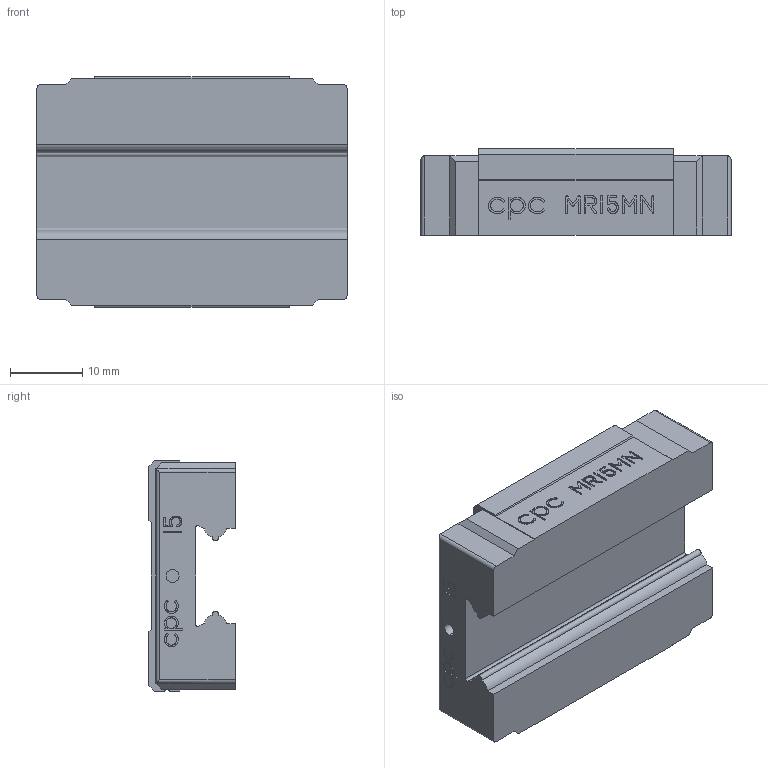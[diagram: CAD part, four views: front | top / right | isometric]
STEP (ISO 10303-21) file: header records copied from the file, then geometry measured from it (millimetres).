
FILE_DESCRIPTION (( 'STEP AP214' ), '1' );
FILE_NAME ('15MN-SS_ZZ-block.STEP', '2012-07-13T10:38:16', ( '' ), ( '' ), 'SwSTEP 2.0', 'SolidWorks 2010', '' );
FILE_SCHEMA (( 'AUTOMOTIVE_DESIGN' ));
Length unit declared in the file: millimetre
Products named in the file (1): 15MN-SS_ZZ-block
Bounding box: 43 x 12 x 32 mm (x, y, z)
Volume: 12376.1 mm3; surface area: 5292.6 mm2
Topology: 1 solids, 1 shells, 534 faces, 1450 edges, 954 vertices
Faces by surface type: bspline 270, plane 209, cylinder 39, cone 16
Entity records: 34708 total; most frequent: CARTESIAN_POINT 22617, ORIENTED_EDGE 2884, DIRECTION 1508, EDGE_CURVE 1442, VERTEX_POINT 954, LINE 818, VECTOR 818, EDGE_LOOP 578
